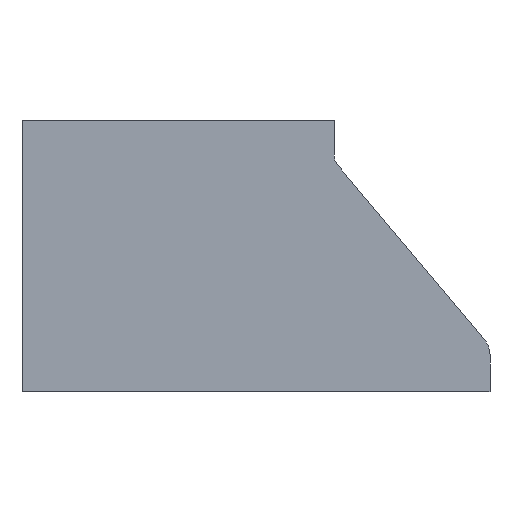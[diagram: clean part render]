
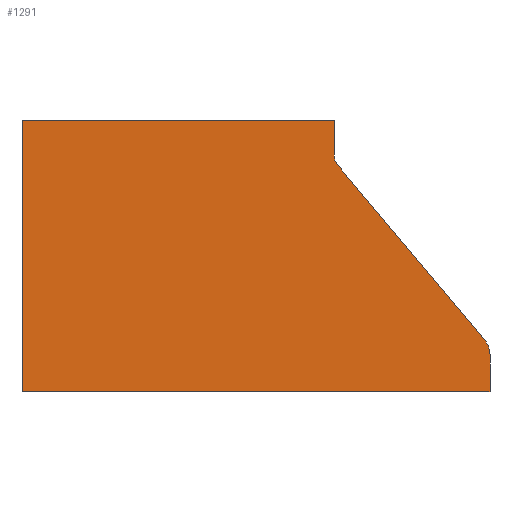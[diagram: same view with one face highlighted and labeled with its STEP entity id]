
A CAD part, front view. The second image highlights one B-rep face of the part: STEP entity #1291.
In plain terms, the highlighted planar face has unit normal (0, -1, 0).
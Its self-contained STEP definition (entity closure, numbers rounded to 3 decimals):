
#33 = EDGE_CURVE ( 'NONE', #930, #1003, #1657, .T. ) ;
#68 = EDGE_CURVE ( 'NONE', #1002, #987, #1713, .T. ) ;
#162 = EDGE_CURVE ( 'NONE', #1007, #961, #356, .T. ) ;
#163 = EDGE_CURVE ( 'NONE', #980, #1007, #358, .T. ) ;
#164 = EDGE_CURVE ( 'NONE', #987, #980, #359, .T. ) ;
#165 = EDGE_CURVE ( 'NONE', #975, #930, #361, .T. ) ;
#168 = EDGE_CURVE ( 'NONE', #961, #1003, #362, .T. ) ;
#174 = EDGE_CURVE ( 'NONE', #1002, #975, #378, .T. ) ;
#214 = AXIS2_PLACEMENT_3D ( 'NONE', #1172, #1173, #1174 ) ;
#215 = AXIS2_PLACEMENT_3D ( 'NONE', #1177, #1178, #1179 ) ;
#237 = AXIS2_PLACEMENT_3D ( 'NONE', #599, #605, #606 ) ;
#356 = CIRCLE ( 'NONE', #214, 20. ) ;
#358 = LINE ( 'NONE', #1163, #360 ) ;
#359 = CIRCLE ( 'NONE', #215, 30. ) ;
#360 = VECTOR ( 'NONE', #1164, 1000. ) ;
#361 = LINE ( 'NONE', #1170, #363 ) ;
#362 = LINE ( 'NONE', #1175, #369 ) ;
#363 = VECTOR ( 'NONE', #1171, 1000. ) ;
#369 = VECTOR ( 'NONE', #1185, 1000. ) ;
#378 = LINE ( 'NONE', #1196, #381 ) ;
#381 = VECTOR ( 'NONE', #1197, 1000. ) ;
#421 = FACE_OUTER_BOUND ( 'NONE', #1613, .T. ) ;
#504 = CARTESIAN_POINT ( 'NONE',  ( 800., 0., -348. ) ) ;
#505 = CARTESIAN_POINT ( 'NONE',  ( 600., 0., 0. ) ) ;
#509 = CARTESIAN_POINT ( 'NONE',  ( 604.688, 0., -57.3 ) ) ;
#599 = CARTESIAN_POINT ( 'NONE',  ( -220., 0., -44.433 ) ) ;
#603 = PLANE ( 'NONE',  #237 ) ;
#605 = DIRECTION ( 'NONE',  ( 0., 1., 0. ) ) ;
#606 = DIRECTION ( 'NONE',  ( 0., 0., 1. ) ) ;
#834 = ORIENTED_EDGE ( 'NONE', *, *, #168, .T. ) ;
#835 = ORIENTED_EDGE ( 'NONE', *, *, #162, .T. ) ;
#836 = ORIENTED_EDGE ( 'NONE', *, *, #163, .T. ) ;
#837 = ORIENTED_EDGE ( 'NONE', *, *, #164, .T. ) ;
#838 = ORIENTED_EDGE ( 'NONE', *, *, #68, .T. ) ;
#839 = ORIENTED_EDGE ( 'NONE', *, *, #174, .F. ) ;
#840 = ORIENTED_EDGE ( 'NONE', *, *, #165, .F. ) ;
#841 = ORIENTED_EDGE ( 'NONE', *, *, #33, .F. ) ;
#930 = VERTEX_POINT ( 'NONE', #1180 ) ;
#961 = VERTEX_POINT ( 'NONE', #1230 ) ;
#975 = VERTEX_POINT ( 'NONE', #1244 ) ;
#980 = VERTEX_POINT ( 'NONE', #1249 ) ;
#987 = VERTEX_POINT ( 'NONE', #1256 ) ;
#1002 = VERTEX_POINT ( 'NONE', #504 ) ;
#1003 = VERTEX_POINT ( 'NONE', #505 ) ;
#1007 = VERTEX_POINT ( 'NONE', #509 ) ;
#1163 = CARTESIAN_POINT ( 'NONE',  ( 604.688, 0., -57.3 ) ) ;
#1164 = DIRECTION ( 'NONE',  ( -0.643, 0., 0.766 ) ) ;
#1170 = CARTESIAN_POINT ( 'NONE',  ( 200., 0., 0. ) ) ;
#1171 = DIRECTION ( 'NONE',  ( 0., 0., 1. ) ) ;
#1172 = CARTESIAN_POINT ( 'NONE',  ( 620., 0., -44.433 ) ) ;
#1173 = DIRECTION ( 'NONE',  ( 0., 1., 0. ) ) ;
#1174 = DIRECTION ( 'NONE',  ( 0., 0., 1. ) ) ;
#1175 = CARTESIAN_POINT ( 'NONE',  ( 600., 0., 0. ) ) ;
#1177 = CARTESIAN_POINT ( 'NONE',  ( 770., 0., -300.652 ) ) ;
#1178 = DIRECTION ( 'NONE',  ( 0., -1., 0. ) ) ;
#1179 = DIRECTION ( 'NONE',  ( 0., 0., 1. ) ) ;
#1180 = CARTESIAN_POINT ( 'NONE',  ( 200., 0., 0. ) ) ;
#1185 = DIRECTION ( 'NONE',  ( 0., 0., 1. ) ) ;
#1196 = CARTESIAN_POINT ( 'NONE',  ( -400., 0., -348. ) ) ;
#1197 = DIRECTION ( 'NONE',  ( -1., 0., 0. ) ) ;
#1230 = CARTESIAN_POINT ( 'NONE',  ( 600., 0., -44.433 ) ) ;
#1244 = CARTESIAN_POINT ( 'NONE',  ( 200., 0., -348. ) ) ;
#1249 = CARTESIAN_POINT ( 'NONE',  ( 792.967, 0., -281.352 ) ) ;
#1256 = CARTESIAN_POINT ( 'NONE',  ( 800., 0., -300.652 ) ) ;
#1291 = ADVANCED_FACE ( 'NONE', ( #421 ), #603, .F. ) ;
#1343 = CARTESIAN_POINT ( 'NONE',  ( -200., 0., 0. ) ) ;
#1345 = DIRECTION ( 'NONE',  ( 1., 0., 0. ) ) ;
#1358 = DIRECTION ( 'NONE',  ( 0., 0., 1. ) ) ;
#1379 = CARTESIAN_POINT ( 'NONE',  ( 800., 0., -300.652 ) ) ;
#1613 = EDGE_LOOP ( 'NONE', ( #841, #840, #839, #838, #837, #836, #835, #834 ) ) ;
#1657 = LINE ( 'NONE', #1343, #1658 ) ;
#1658 = VECTOR ( 'NONE', #1345, 1000. ) ;
#1713 = LINE ( 'NONE', #1379, #1716 ) ;
#1716 = VECTOR ( 'NONE', #1358, 1000. ) ;
